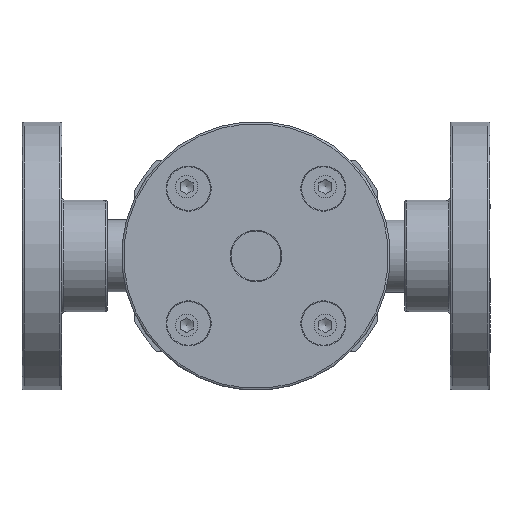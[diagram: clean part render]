
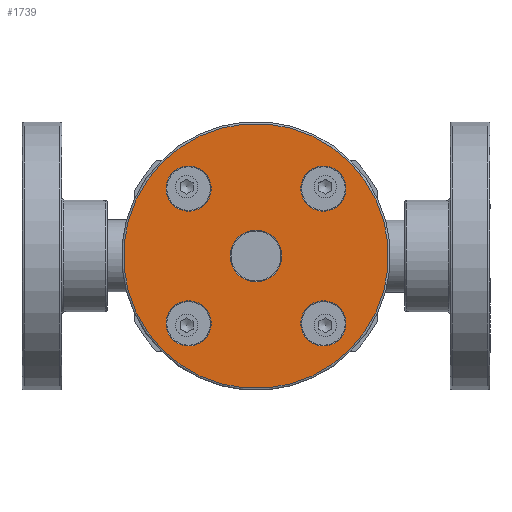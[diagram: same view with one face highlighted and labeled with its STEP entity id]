
A CAD part, front view. The second image highlights one B-rep face of the part: STEP entity #1739.
In plain terms, the highlighted planar face has unit normal (0, -1, 0).
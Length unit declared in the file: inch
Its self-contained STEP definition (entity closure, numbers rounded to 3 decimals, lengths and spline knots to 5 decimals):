
#1633=CARTESIAN_POINT('',(-1.35057,-1.63,-1.35057));
#1634=VERTEX_POINT('',#1633);
#1635=CARTESIAN_POINT('',(0.,-1.63,0.));
#1636=DIRECTION('',(0.,1.0,0.));
#1637=DIRECTION('',(0.707,0.,0.707));
#1638=AXIS2_PLACEMENT_3D('',#1635,#1636,#1637);
#1639=CIRCLE('',#1638,1.91);
#1640=EDGE_CURVE('',#1634,#1634,#1639,.T.);
#1676=CARTESIAN_POINT('',(-0.81353,-1.63,-0.81353));
#1677=DIRECTION('',(0.0,-1.0,0.0));
#1678=DIRECTION('',(-0.707,0.0,0.707));
#1679=AXIS2_PLACEMENT_3D('',#1676,#1677,#1678);
#1680=PLANE('',#1679);
#1681=ORIENTED_EDGE('',*,*,#1640,.F.);
#1682=EDGE_LOOP('',(#1681));
#1683=FACE_OUTER_BOUND('',#1682,.T.);
#1684=CARTESIAN_POINT('',(0.74246,-1.63,1.20208));
#1685=VERTEX_POINT('',#1684);
#1686=CARTESIAN_POINT('',(0.97227,-1.63,0.97227));
#1687=DIRECTION('',(0.,-1.,0.));
#1688=DIRECTION('',(0.707,0.,-0.707));
#1689=AXIS2_PLACEMENT_3D('',#1686,#1687,#1688);
#1690=CIRCLE('',#1689,0.325);
#1691=EDGE_CURVE('',#1685,#1685,#1690,.T.);
#1692=ORIENTED_EDGE('',*,*,#1691,.F.);
#1693=EDGE_LOOP('',(#1692));
#1694=FACE_BOUND('',#1693,.T.);
#1695=CARTESIAN_POINT('',(1.20208,-1.63,-0.74246));
#1696=VERTEX_POINT('',#1695);
#1697=CARTESIAN_POINT('',(0.97227,-1.63,-0.97227));
#1698=DIRECTION('',(0.,-1.,0.));
#1699=DIRECTION('',(-0.707,0.,-0.707));
#1700=AXIS2_PLACEMENT_3D('',#1697,#1698,#1699);
#1701=CIRCLE('',#1700,0.325);
#1702=EDGE_CURVE('',#1696,#1696,#1701,.T.);
#1703=ORIENTED_EDGE('',*,*,#1702,.F.);
#1704=EDGE_LOOP('',(#1703));
#1705=FACE_BOUND('',#1704,.T.);
#1706=CARTESIAN_POINT('',(-0.74246,-1.63,-1.20208));
#1707=VERTEX_POINT('',#1706);
#1708=CARTESIAN_POINT('',(-0.97227,-1.63,-0.97227));
#1709=DIRECTION('',(0.,-1.,0.));
#1710=DIRECTION('',(-0.707,0.,0.707));
#1711=AXIS2_PLACEMENT_3D('',#1708,#1709,#1710);
#1712=CIRCLE('',#1711,0.325);
#1713=EDGE_CURVE('',#1707,#1707,#1712,.T.);
#1714=ORIENTED_EDGE('',*,*,#1713,.F.);
#1715=EDGE_LOOP('',(#1714));
#1716=FACE_BOUND('',#1715,.T.);
#1717=CARTESIAN_POINT('',(-0.26234,-1.63,-0.26234));
#1718=VERTEX_POINT('',#1717);
#1719=CARTESIAN_POINT('',(0.,-1.63,0.));
#1720=DIRECTION('',(0.,-1.0,0.));
#1721=DIRECTION('',(0.707,0.,0.707));
#1722=AXIS2_PLACEMENT_3D('',#1719,#1720,#1721);
#1723=CIRCLE('',#1722,0.371);
#1724=EDGE_CURVE('',#1718,#1718,#1723,.T.);
#1725=ORIENTED_EDGE('',*,*,#1724,.F.);
#1726=EDGE_LOOP('',(#1725));
#1727=FACE_BOUND('',#1726,.T.);
#1728=CARTESIAN_POINT('',(-1.20208,-1.63,0.74246));
#1729=VERTEX_POINT('',#1728);
#1730=CARTESIAN_POINT('',(-0.97227,-1.63,0.97227));
#1731=DIRECTION('',(0.,-1.,0.));
#1732=DIRECTION('',(0.707,0.,0.707));
#1733=AXIS2_PLACEMENT_3D('',#1730,#1731,#1732);
#1734=CIRCLE('',#1733,0.325);
#1735=EDGE_CURVE('',#1729,#1729,#1734,.T.);
#1736=ORIENTED_EDGE('',*,*,#1735,.F.);
#1737=EDGE_LOOP('',(#1736));
#1738=FACE_BOUND('',#1737,.T.);
#1739=ADVANCED_FACE('',(#1683,#1694,#1705,#1716,#1727,#1738),#1680,.T.);
